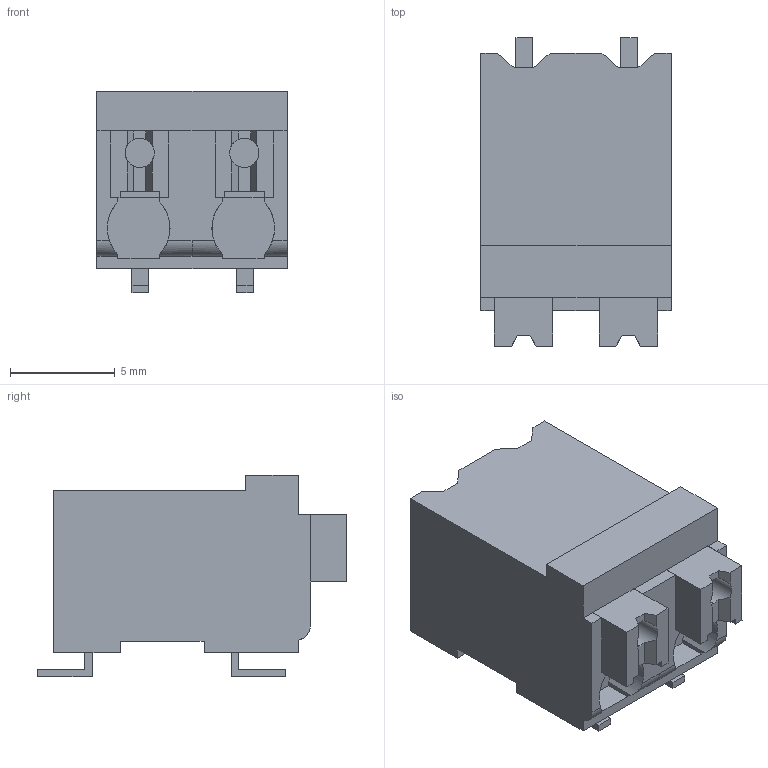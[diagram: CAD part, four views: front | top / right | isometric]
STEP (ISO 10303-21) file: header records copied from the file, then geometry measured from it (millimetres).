
FILE_DESCRIPTION(('CATIA V5 STEP Exchange','CAx-IF Rec.Pracs.--- Model Styling and Organization---1.2---2011-12-15'),'2;1');
FILE_NAME ('D1452235_0_1473770000_1473770000.stp','2018-03-29T13:04:38+00:00',('none'),('Weidmueller'),'CATIA Version 5-6 Release 2014','CATIA V5 STEP AP214','none');
FILE_SCHEMA(('AUTOMOTIVE_DESIGN { 1 0 10303 214 1 1 1 1 }'));
Length unit declared in the file: millimetre
Products named in the file (1): 1473770000
Bounding box: 9.1 x 14.75 x 9.65 mm (x, y, z)
Volume: 761.5 mm3; surface area: 860.9 mm2
Topology: 7 solids, 7 shells, 157 faces, 439 edges, 294 vertices
Faces by surface type: plane 145, cylinder 12
Entity records: 5009 total; most frequent: CARTESIAN_POINT 976, ORIENTED_EDGE 878, DIRECTION 661, EDGE_CURVE 439, VECTOR 396, LINE 396, VERTEX_POINT 294, EDGE_LOOP 159
